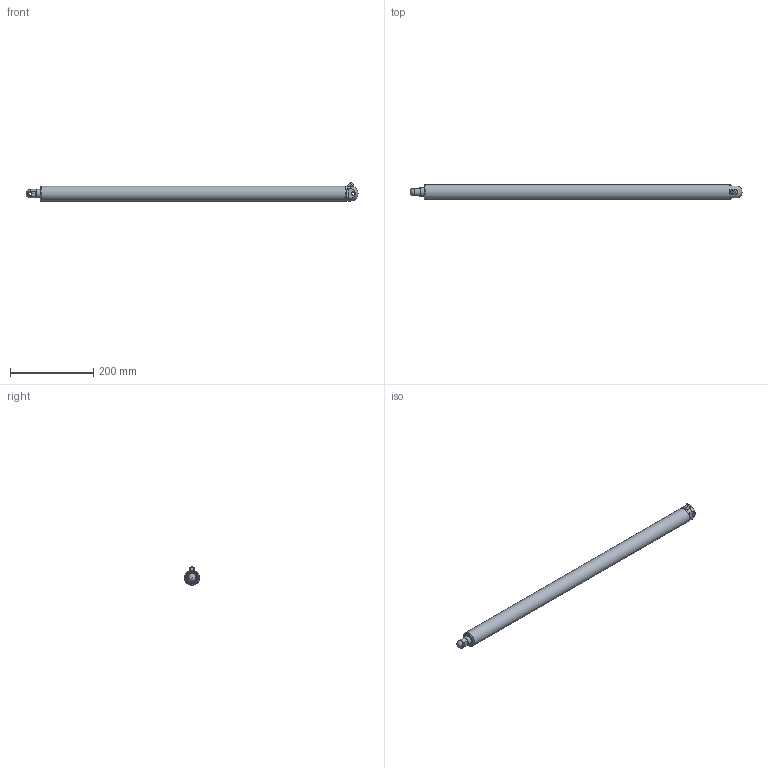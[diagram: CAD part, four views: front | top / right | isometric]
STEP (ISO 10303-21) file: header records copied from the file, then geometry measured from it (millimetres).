
FILE_DESCRIPTION( ( '' ), ' ' );
FILE_NAME( '5cf57793a81b89166870dfc9.step', '2019-06-03T19:40:04', ( '' ), ( '' ), ' ', ' ', ' ' );
FILE_SCHEMA( ( 'AUTOMOTIVE_DESIGN { 1 0 10303 214 1 1 1 1 }' ) );
Length unit declared in the file: metre
Products named in the file (7): Assem1; Cylinder Shaft; Cylinder End Seal; Cylinder Rod End; Cylinder Clevis; Cylinder Body; Cylinder Seal Cap
Assembly tree (6 placements, depth 2):
  Assem1
    Cylinder Shaft
    Cylinder End Seal
    Cylinder Rod End
    Cylinder Clevis
    Cylinder Body
    Cylinder Seal Cap
Bounding box: 796.25 x 36 x 43.73 mm (x, y, z)
Volume: 915124.6 mm3; surface area: 124025 mm2
Topology: 6 solids, 6 shells, 58 faces, 124 edges, 79 vertices
Faces by surface type: plane 32, cylinder 14, cone 6, torus 4, sphere 2
Full cylindrical faces by diameter (mm): 8.15 x2, 19.9 x1, 20 x2, 24 x1, 28 x2, 35.9 x1, 36 x2
Entity records: 2132 total; most frequent: CARTESIAN_POINT 380, DIRECTION 268, ORIENTED_EDGE 188, AXIS2_PLACEMENT_3D 116, EDGE_CURVE 94, EDGE_LOOP 90, VERTEX_POINT 74, FACE_OUTER_BOUND 73
